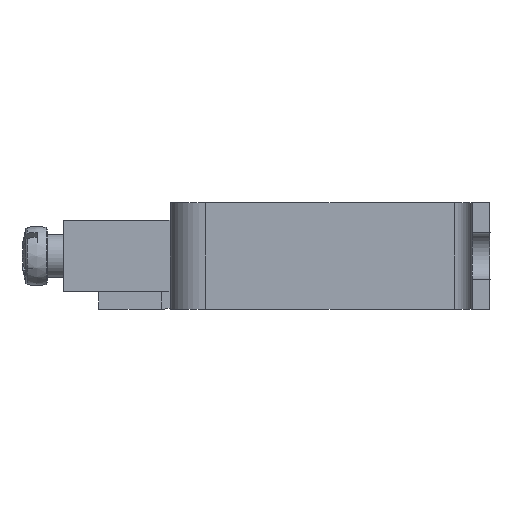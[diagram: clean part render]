
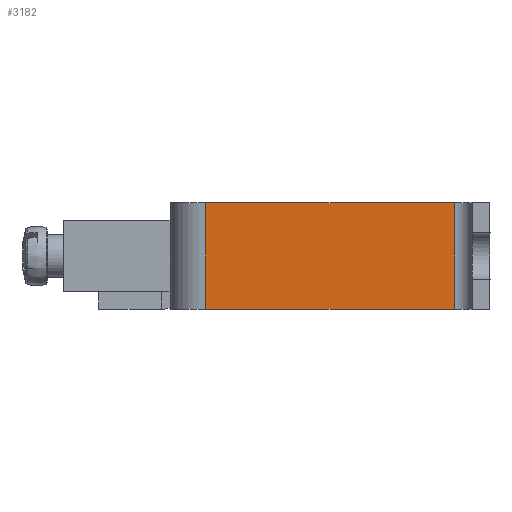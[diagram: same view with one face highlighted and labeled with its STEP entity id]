
A CAD part, left-side view. The second image highlights one B-rep face of the part: STEP entity #3182.
In plain terms, the highlighted planar face has unit normal (-1, 0, 0).
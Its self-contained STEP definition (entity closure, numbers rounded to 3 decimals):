
#411=LINE('',#5120,#577);
#419=LINE('',#5136,#585);
#427=LINE('',#5159,#593);
#428=LINE('',#5163,#594);
#577=VECTOR('',#4052,12.);
#585=VECTOR('',#4066,28.);
#593=VECTOR('',#4098,12.);
#594=VECTOR('',#4105,28.);
#729=PLANE('',#3438);
#1000=FACE_OUTER_BOUND('',#1202,.T.);
#1202=EDGE_LOOP('',(#2705,#2706,#2707,#2708));
#1762=VERTEX_POINT('',#5109);
#1763=VERTEX_POINT('',#5113);
#1768=VERTEX_POINT('',#5134);
#1771=VERTEX_POINT('',#5158);
#2107=EDGE_CURVE('',#1762,#1763,#411,.T.);
#2115=EDGE_CURVE('',#1768,#1763,#419,.T.);
#2127=EDGE_CURVE('',#1768,#1771,#427,.T.);
#2130=EDGE_CURVE('',#1762,#1771,#428,.T.);
#2705=ORIENTED_EDGE('',*,*,#2107,.T.);
#2706=ORIENTED_EDGE('',*,*,#2115,.F.);
#2707=ORIENTED_EDGE('',*,*,#2127,.T.);
#2708=ORIENTED_EDGE('',*,*,#2130,.F.);
#3182=ADVANCED_FACE('',(#1000),#729,.T.);
#3438=AXIS2_PLACEMENT_3D('',#5170,#4116,#4117);
#4052=DIRECTION('',(0.,-1.,0.));
#4066=DIRECTION('',(0.,0.,-1.));
#4098=DIRECTION('',(0.,1.,0.));
#4105=DIRECTION('',(0.,0.,1.));
#4116=DIRECTION('center_axis',(-1.,0.,0.));
#4117=DIRECTION('ref_axis',(0.,0.,1.));
#5109=CARTESIAN_POINT('',(-113.,6.,-30.));
#5113=CARTESIAN_POINT('',(-113.,-6.,-30.));
#5120=CARTESIAN_POINT('',(-113.,-3.,-30.));
#5134=CARTESIAN_POINT('',(-113.,-6.,-2.));
#5136=CARTESIAN_POINT('',(-113.,-6.,-2.));
#5158=CARTESIAN_POINT('',(-113.,6.,-2.));
#5159=CARTESIAN_POINT('',(-113.,0.,-2.));
#5163=CARTESIAN_POINT('',(-113.,6.,7.048));
#5170=CARTESIAN_POINT('Origin',(-113.,0.,-15.738));
